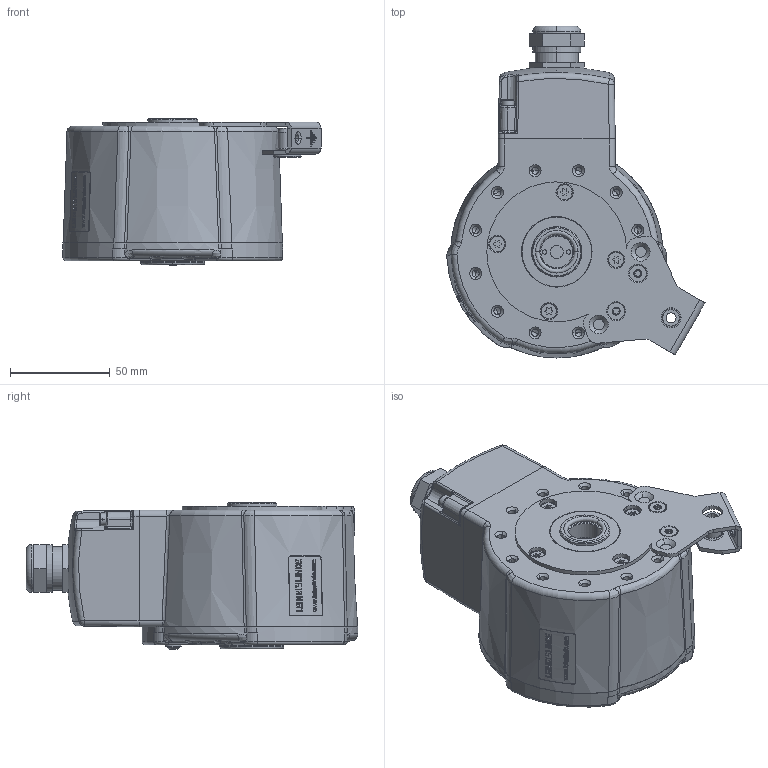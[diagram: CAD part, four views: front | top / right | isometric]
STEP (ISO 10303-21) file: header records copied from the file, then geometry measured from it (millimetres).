
FILE_DESCRIPTION((''),'2;1');
FILE_NAME('731636','2010-12-07T',('se2802'),(''),'PRO/ENGINEER BY PARAMETRIC TECHNOLOGY CORPORATION, 2010180','PRO/ENGINEER BY PARAMETRIC TECHNOLOGY CORPORATION, 2010180','');
FILE_SCHEMA(('CONFIG_CONTROL_DESIGN'));
Length unit declared in the file: millimetre
Products named in the file (1): 731636
Bounding box: 129.13 x 166 x 73.8 mm (x, y, z)
Volume: 299350.1 mm3; surface area: 124117.1 mm2
Topology: 9 solids, 12 shells, 1813 faces, 4664 edges, 2965 vertices
Faces by surface type: plane 576, cylinder 533, extrusion 326, cone 162, torus 117, bspline 76, sphere 22, revolution 1
Entity records: 67107 total; most frequent: CARTESIAN_POINT 24685, ORIENTED_EDGE 9288, DIRECTION 7929, EDGE_CURVE 4644, VERTEX_POINT 2965, AXIS2_PLACEMENT_3D 2961, EDGE_LOOP 2015, VECTOR 2006
